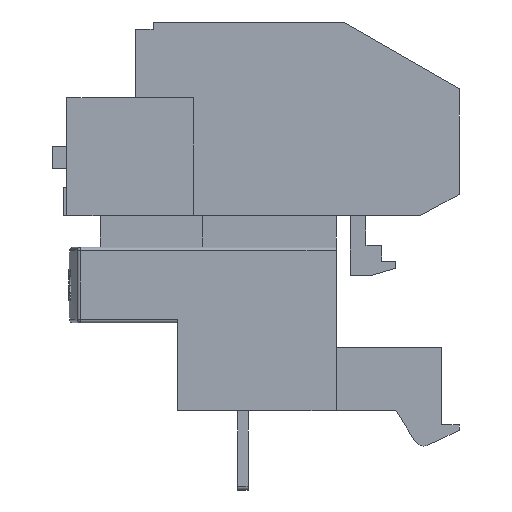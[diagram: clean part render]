
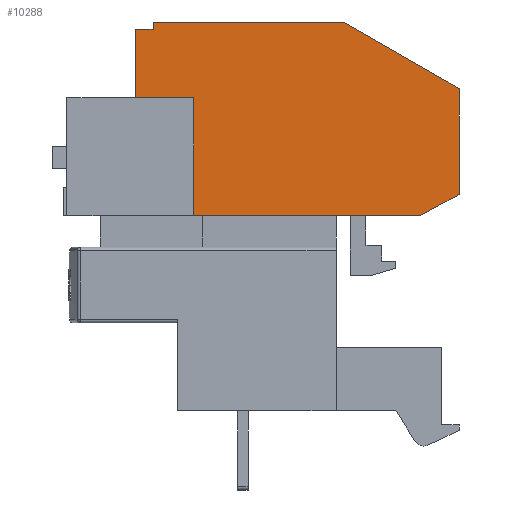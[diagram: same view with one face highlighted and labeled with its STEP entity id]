
A CAD part, left-side view. The second image highlights one B-rep face of the part: STEP entity #10288.
In plain terms, the highlighted face is planar.
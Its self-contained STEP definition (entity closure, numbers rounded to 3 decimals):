
#6125=DIRECTION('',(0.,0.,-1.));
#6126=VECTOR('',#6125,2.);
#6127=CARTESIAN_POINT('',(35.,5.,0.));
#6128=LINE('',#6127,#6126);
#6129=DIRECTION('',(0.,-1.,0.));
#6130=VECTOR('',#6129,54.);
#6131=CARTESIAN_POINT('',(35.,59.,0.));
#6132=LINE('',#6131,#6130);
#6133=DIRECTION('',(0.,-0.867,0.499));
#6134=VECTOR('',#6133,38.079);
#6135=CARTESIAN_POINT('',(35.,92.,-19.));
#6136=LINE('',#6135,#6134);
#6137=DIRECTION('',(0.,0.,1.));
#6138=VECTOR('',#6137,30.);
#6139=CARTESIAN_POINT('',(35.,92.,-49.));
#6140=LINE('',#6139,#6138);
#6141=DIRECTION('',(0.,0.878,0.479));
#6142=VECTOR('',#6141,12.53);
#6143=CARTESIAN_POINT('',(35.,81.,-55.));
#6144=LINE('',#6143,#6142);
#6145=DIRECTION('',(0.,1.,0.));
#6146=VECTOR('',#6145,64.5);
#6147=CARTESIAN_POINT('',(35.,16.5,-55.));
#6148=LINE('',#6147,#6146);
#6149=DIRECTION('',(0.,0.,1.));
#6150=VECTOR('',#6149,33.5);
#6151=CARTESIAN_POINT('',(35.,16.5,-55.));
#6152=LINE('',#6151,#6150);
#6153=DIRECTION('',(0.,1.,0.));
#6154=VECTOR('',#6153,16.5);
#6155=CARTESIAN_POINT('',(35.,0.,-21.5));
#6156=LINE('',#6155,#6154);
#6157=DIRECTION('',(0.,0.,-1.));
#6158=VECTOR('',#6157,19.5);
#6159=CARTESIAN_POINT('',(35.,0.,-2.));
#6160=LINE('',#6159,#6158);
#6161=DIRECTION('',(0.,1.,0.));
#6162=VECTOR('',#6161,5.);
#6163=CARTESIAN_POINT('',(35.,0.,-2.));
#6164=LINE('',#6163,#6162);
#6389=CARTESIAN_POINT('',(35.,92.,-19.));
#6390=CARTESIAN_POINT('',(35.,59.,0.));
#6391=VERTEX_POINT('',#6389);
#6392=VERTEX_POINT('',#6390);
#6393=CARTESIAN_POINT('',(35.,92.,-49.));
#6394=VERTEX_POINT('',#6393);
#6399=CARTESIAN_POINT('',(35.,16.5,-55.));
#6400=CARTESIAN_POINT('',(35.,81.,-55.));
#6401=VERTEX_POINT('',#6399);
#6402=VERTEX_POINT('',#6400);
#6517=CARTESIAN_POINT('',(35.,16.5,-21.5));
#6518=VERTEX_POINT('',#6517);
#6519=CARTESIAN_POINT('',(35.,0.,-21.5));
#6520=VERTEX_POINT('',#6519);
#7137=CARTESIAN_POINT('',(35.,5.,0.));
#7138=CARTESIAN_POINT('',(35.,5.,-2.));
#7139=VERTEX_POINT('',#7137);
#7140=VERTEX_POINT('',#7138);
#7141=CARTESIAN_POINT('',(35.,0.,-2.));
#7142=VERTEX_POINT('',#7141);
#10270=CARTESIAN_POINT('',(35.,0.,0.));
#10271=DIRECTION('',(1.,0.,0.));
#10272=DIRECTION('',(0.,-1.,0.));
#10273=AXIS2_PLACEMENT_3D('',#10270,#10271,#10272);
#10274=PLANE('',#10273);
#10275=ORIENTED_EDGE('',*,*,#7215,.F.);
#10276=ORIENTED_EDGE('',*,*,#7267,.F.);
#10277=ORIENTED_EDGE('',*,*,#7301,.F.);
#10278=ORIENTED_EDGE('',*,*,#7315,.F.);
#10279=ORIENTED_EDGE('',*,*,#7329,.F.);
#10280=ORIENTED_EDGE('',*,*,#7356,.F.);
#10281=ORIENTED_EDGE('',*,*,#9239,.T.);
#10283=ORIENTED_EDGE('',*,*,#10282,.F.);
#10284=ORIENTED_EDGE('',*,*,#9337,.F.);
#10285=ORIENTED_EDGE('',*,*,#9917,.T.);
#10286=EDGE_LOOP('',(#10275,#10276,#10277,#10278,#10279,#10280,#10281,#10283,
#10284,#10285));
#10287=FACE_OUTER_BOUND('',#10286,.F.);
#10288=ADVANCED_FACE('',(#10287),#10274,.T.);
#7215=EDGE_CURVE('',#7139,#7140,#6128,.T.);
#7267=EDGE_CURVE('',#6392,#7139,#6132,.T.);
#7301=EDGE_CURVE('',#6391,#6392,#6136,.T.);
#7315=EDGE_CURVE('',#6394,#6391,#6140,.T.);
#7329=EDGE_CURVE('',#6402,#6394,#6144,.T.);
#7356=EDGE_CURVE('',#6401,#6402,#6148,.T.);
#9239=EDGE_CURVE('',#6401,#6518,#6152,.T.);
#9337=EDGE_CURVE('',#7142,#6520,#6160,.T.);
#9917=EDGE_CURVE('',#7142,#7140,#6164,.T.);
#10282=EDGE_CURVE('',#6520,#6518,#6156,.T.);
